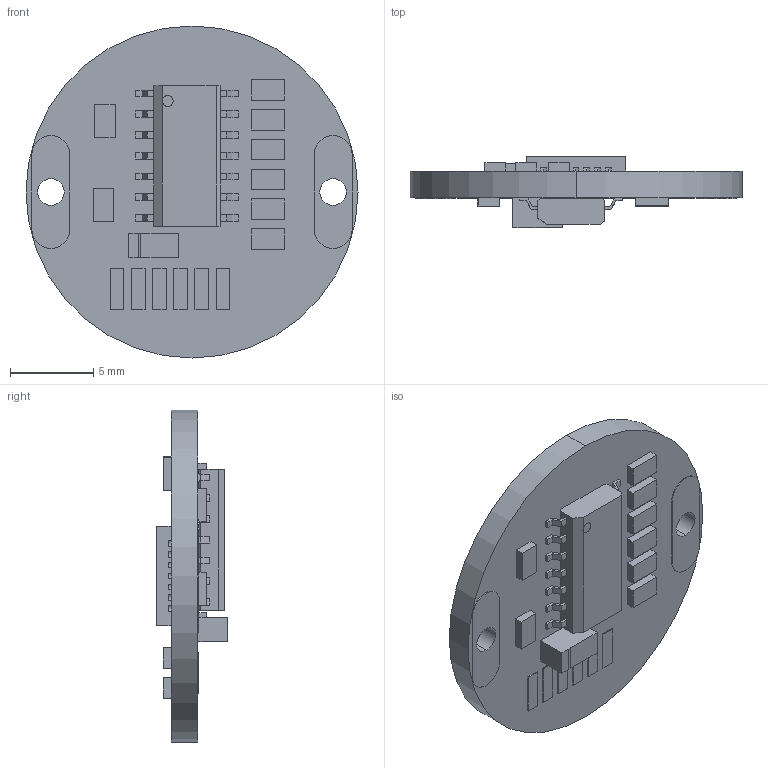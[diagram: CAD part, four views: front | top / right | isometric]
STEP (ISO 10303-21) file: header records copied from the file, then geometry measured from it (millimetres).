
FILE_DESCRIPTION (( 'STEP AP214' ), '1' );
FILE_NAME ('RMB20BC.STEP', '2015-11-20T13:44:48', ( '' ), ( '' ), 'SwSTEP 2.0', 'SolidWorks 2013', '' );
FILE_SCHEMA (( 'AUTOMOTIVE_DESIGN' ));
Length unit declared in the file: millimetre
Products named in the file (1): RMB20BC
Bounding box: 20 x 4.31 x 20 mm (x, y, z)
Volume: 607.7 mm3; surface area: 993.9 mm2
Topology: 1 solids, 1 shells, 618 faces, 1782 edges, 1188 vertices
Faces by surface type: plane 473, bspline 92, cylinder 53
Entity records: 26393 total; most frequent: CARTESIAN_POINT 9188, ORIENTED_EDGE 3564, DIRECTION 2814, EDGE_CURVE 1782, LINE 1434, VECTOR 1434, VERTEX_POINT 1188, EDGE_LOOP 728
